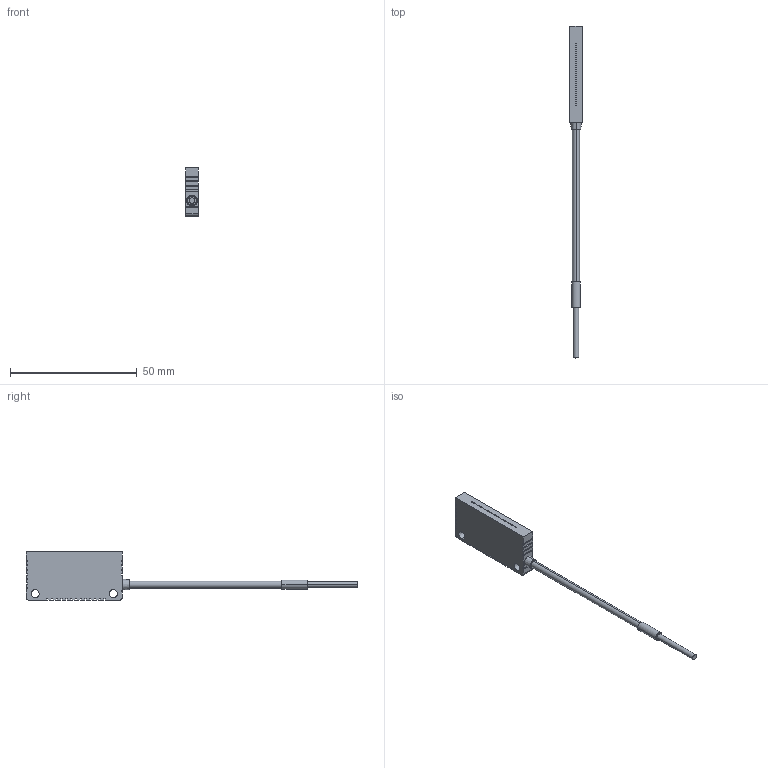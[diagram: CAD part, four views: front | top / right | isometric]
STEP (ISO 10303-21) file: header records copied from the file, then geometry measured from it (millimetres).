
FILE_DESCRIPTION (( 'STEP AP203' ), '1' );
FILE_NAME ('ft-30ml-20_body-ok.STEP-203.STEP', '2013-06-14T00:50:15', ( 'name' ), ( 'org' ), 'SwSTEP 2.0', 'SolidWorks 2007', '' );
FILE_SCHEMA (( 'CONFIG_CONTROL_DESIGN' ));
Length unit declared in the file: millimetre
Products named in the file (1): ft-30ml-20_body-ok.STEP-203
Bounding box: 5.1 x 131 x 19 mm (x, y, z)
Volume: 4138.5 mm3; surface area: 3075.2 mm2
Topology: 1 solids, 1 shells, 280 faces, 721 edges, 479 vertices
Faces by surface type: plane 202, cylinder 76, cone 2
Entity records: 8566 total; most frequent: CARTESIAN_POINT 1481, ORIENTED_EDGE 1442, DIRECTION 1439, EDGE_CURVE 721, VECTOR 565, LINE 565, VERTEX_POINT 479, AXIS2_PLACEMENT_3D 437
